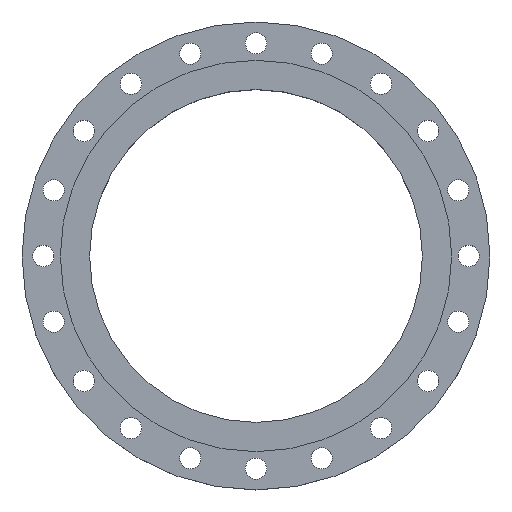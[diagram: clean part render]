
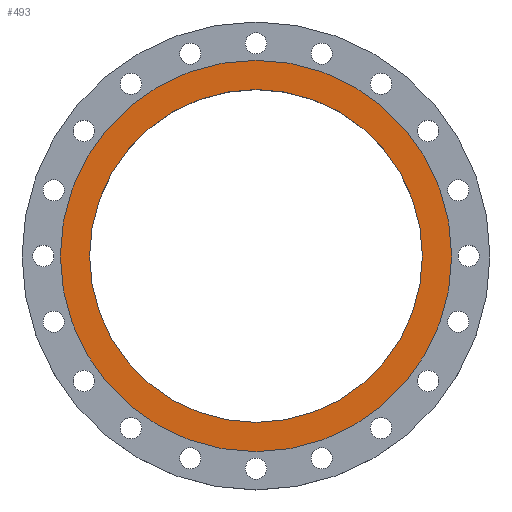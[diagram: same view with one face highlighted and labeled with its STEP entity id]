
A CAD part, top view. The second image highlights one B-rep face of the part: STEP entity #493.
In plain terms, the highlighted planar face has unit normal (0, 0, 1).
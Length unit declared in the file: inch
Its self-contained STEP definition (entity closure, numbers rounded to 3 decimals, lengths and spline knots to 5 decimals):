
#2 = CIRCLE ( 'NONE', #39, 9.78125 ) ;
#39 = AXIS2_PLACEMENT_3D ( 'NONE', #1246, #2023, #463 ) ;
#76 = VERTEX_POINT ( 'NONE', #1826 ) ;
#254 = CARTESIAN_POINT ( 'NONE',  ( 0., 0., 0. ) ) ;
#304 = CARTESIAN_POINT ( 'NONE',  ( 9.78125, 0., 0. ) ) ;
#312 = ORIENTED_EDGE ( 'NONE', *, *, #1810, .T. ) ;
#359 = ORIENTED_EDGE ( 'NONE', *, *, #563, .F. ) ;
#373 = CIRCLE ( 'NONE', #947, 11.5 ) ;
#463 = DIRECTION ( 'NONE',  ( 1., 0., 0. ) ) ;
#493 = ADVANCED_FACE ( 'NONE', ( #1991, #847 ), #556, .F. ) ;
#536 = DIRECTION ( 'NONE',  ( 1., 0., 0. ) ) ;
#556 = PLANE ( 'NONE',  #780 ) ;
#563 = EDGE_CURVE ( 'NONE', #1434, #1579, #2, .T. ) ;
#566 = DIRECTION ( 'NONE',  ( -1., 0., 0. ) ) ;
#618 = CARTESIAN_POINT ( 'NONE',  ( -9.78125, 0., 0. ) ) ;
#634 = EDGE_CURVE ( 'NONE', #1579, #1434, #907, .T. ) ;
#698 = DIRECTION ( 'NONE',  ( 0., 0., -1. ) ) ;
#743 = EDGE_CURVE ( 'NONE', #76, #1106, #1683, .T. ) ;
#769 = DIRECTION ( 'NONE',  ( 1., 0., 0. ) ) ;
#780 = AXIS2_PLACEMENT_3D ( 'NONE', #1999, #698, #566 ) ;
#832 = EDGE_LOOP ( 'NONE', ( #359, #1590 ) ) ;
#847 = FACE_OUTER_BOUND ( 'NONE', #1480, .T. ) ;
#907 = CIRCLE ( 'NONE', #1108, 9.78125 ) ;
#947 = AXIS2_PLACEMENT_3D ( 'NONE', #254, #1984, #536 ) ;
#967 = CARTESIAN_POINT ( 'NONE',  ( 0., 0., 0. ) ) ;
#1106 = VERTEX_POINT ( 'NONE', #1435 ) ;
#1108 = AXIS2_PLACEMENT_3D ( 'NONE', #1695, #2008, #769 ) ;
#1246 = CARTESIAN_POINT ( 'NONE',  ( 0., 0., 0. ) ) ;
#1303 = ORIENTED_EDGE ( 'NONE', *, *, #743, .T. ) ;
#1434 = VERTEX_POINT ( 'NONE', #304 ) ;
#1435 = CARTESIAN_POINT ( 'NONE',  ( 11.5, 0., 0. ) ) ;
#1451 = DIRECTION ( 'NONE',  ( 1., 0., 0. ) ) ;
#1480 = EDGE_LOOP ( 'NONE', ( #312, #1303 ) ) ;
#1579 = VERTEX_POINT ( 'NONE', #618 ) ;
#1590 = ORIENTED_EDGE ( 'NONE', *, *, #634, .F. ) ;
#1683 = CIRCLE ( 'NONE', #1779, 11.5 ) ;
#1695 = CARTESIAN_POINT ( 'NONE',  ( 0., 0., 0. ) ) ;
#1779 = AXIS2_PLACEMENT_3D ( 'NONE', #967, #1803, #1451 ) ;
#1803 = DIRECTION ( 'NONE',  ( 0., 0., 1. ) ) ;
#1810 = EDGE_CURVE ( 'NONE', #1106, #76, #373, .T. ) ;
#1826 = CARTESIAN_POINT ( 'NONE',  ( -11.5, 0., 0. ) ) ;
#1984 = DIRECTION ( 'NONE',  ( 0., 0., 1. ) ) ;
#1991 = FACE_BOUND ( 'NONE', #832, .T. ) ;
#1999 = CARTESIAN_POINT ( 'NONE',  ( 0., 9.78125, 0. ) ) ;
#2008 = DIRECTION ( 'NONE',  ( 0., 0., 1. ) ) ;
#2023 = DIRECTION ( 'NONE',  ( 0., 0., 1. ) ) ;
